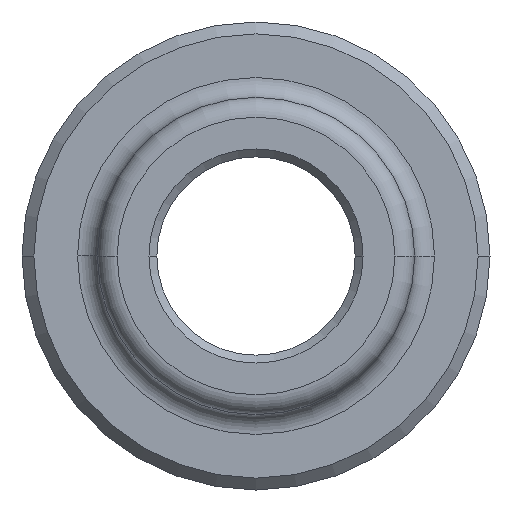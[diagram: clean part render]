
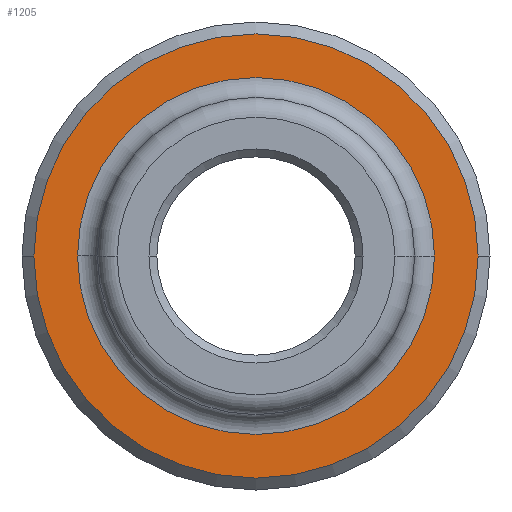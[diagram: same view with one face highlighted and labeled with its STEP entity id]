
A CAD part, front view. The second image highlights one B-rep face of the part: STEP entity #1205.
In plain terms, the highlighted planar face has unit normal (0, -1, 0).
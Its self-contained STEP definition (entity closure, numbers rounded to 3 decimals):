
#341=CARTESIAN_POINT('',(0.,-10.2,0.));
#342=DIRECTION('',(0.,-1.,0.));
#343=DIRECTION('',(1.,0.,0.));
#344=AXIS2_PLACEMENT_3D('',#341,#342,#343);
#346=CARTESIAN_POINT('',(0.,-10.2,0.));
#347=DIRECTION('',(0.,-1.,0.));
#348=DIRECTION('',(-1.,0.,0.));
#349=AXIS2_PLACEMENT_3D('',#346,#347,#348);
#351=CARTESIAN_POINT('',(0.,-10.2,0.));
#352=DIRECTION('',(0.,-1.,0.));
#353=DIRECTION('',(-1.,0.,0.));
#354=AXIS2_PLACEMENT_3D('',#351,#352,#353);
#356=CARTESIAN_POINT('',(0.,-10.2,0.));
#357=DIRECTION('',(0.,-1.,0.));
#358=DIRECTION('',(1.,0.,0.));
#359=AXIS2_PLACEMENT_3D('',#356,#357,#358);
#614=CARTESIAN_POINT('',(4.5,-10.2,0.));
#615=CARTESIAN_POINT('',(-4.5,-10.2,0.));
#616=VERTEX_POINT('',#614);
#617=VERTEX_POINT('',#615);
#642=CARTESIAN_POINT('',(-5.6,-10.2,0.));
#643=CARTESIAN_POINT('',(5.6,-10.2,0.));
#644=VERTEX_POINT('',#642);
#645=VERTEX_POINT('',#643);
#1189=CARTESIAN_POINT('',(0.,-10.2,0.));
#1190=DIRECTION('',(0.,1.,0.));
#1191=DIRECTION('',(1.,0.,0.));
#1192=AXIS2_PLACEMENT_3D('',#1189,#1190,#1191);
#1193=PLANE('',#1192);
#1195=ORIENTED_EDGE('',*,*,#1194,.F.);
#1196=ORIENTED_EDGE('',*,*,#1179,.F.);
#1197=EDGE_LOOP('',(#1195,#1196));
#1198=FACE_OUTER_BOUND('',#1197,.F.);
#1200=ORIENTED_EDGE('',*,*,#1199,.T.);
#1202=ORIENTED_EDGE('',*,*,#1201,.T.);
#1203=EDGE_LOOP('',(#1200,#1202));
#1204=FACE_BOUND('',#1203,.F.);
#1205=ADVANCED_FACE('',(#1198,#1204),#1193,.F.);
#345=CIRCLE('',#344,4.5);
#350=CIRCLE('',#349,4.5);
#355=CIRCLE('',#354,5.6);
#360=CIRCLE('',#359,5.6);
#1179=EDGE_CURVE('',#645,#644,#360,.T.);
#1194=EDGE_CURVE('',#644,#645,#355,.T.);
#1199=EDGE_CURVE('',#616,#617,#345,.T.);
#1201=EDGE_CURVE('',#617,#616,#350,.T.);
